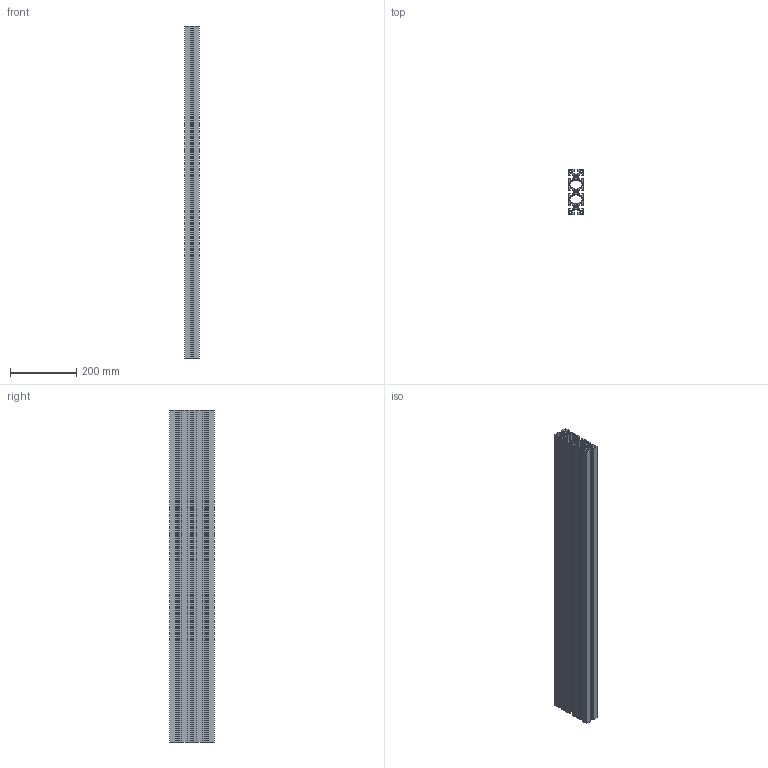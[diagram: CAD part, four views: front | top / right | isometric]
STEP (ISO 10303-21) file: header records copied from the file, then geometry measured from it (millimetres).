
FILE_DESCRIPTION((''),'2;1');
FILE_NAME('10014_PROFIL_45X135','2022-09-16T13:28:06',('PredragRovcanin'),('Audax d.o.o.'),'CREO PARAMETRIC BY PTC INC, 2020281','CREO PARAMETRIC BY PTC INC, 2020281','');
FILE_SCHEMA(('AUTOMOTIVE_DESIGN { 1 0 10303 214 1 1 1 1 }'));
Length unit declared in the file: millimetre
Products named in the file (1): 10014_PROFIL_45X135
Bounding box: 45 x 135 x 1000 mm (x, y, z)
Volume: 2118876.2 mm3; surface area: 1234306.5 mm2
Topology: 1 solids, 1 shells, 298 faces, 891 edges, 598 vertices
Faces by surface type: plane 250, cylinder 48
Entity records: 13128 total; most frequent: CARTESIAN_POINT 1784, ORIENTED_EDGE 1776, DIRECTION 1585, PRESENTATION_STYLE_ASSIGNMENT 893, STYLED_ITEM 893, CURVE_STYLE 892, EDGE_CURVE 888, VECTOR 795
